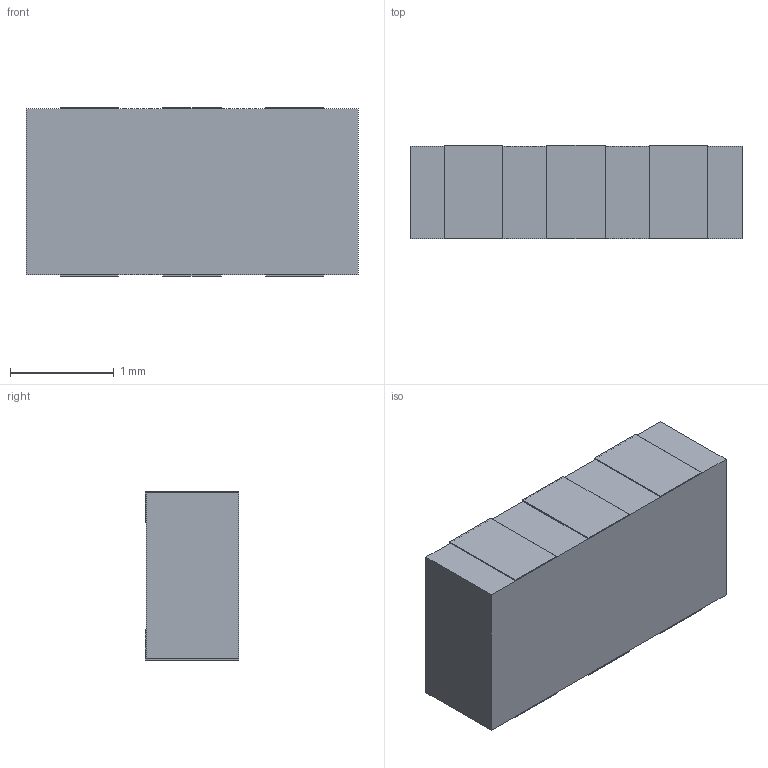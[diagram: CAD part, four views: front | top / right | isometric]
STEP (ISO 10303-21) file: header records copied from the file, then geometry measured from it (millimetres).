
FILE_DESCRIPTION(/* description */ (''),/* implementation_level */ '2;1');
FILE_NAME(/* name */ 'Minicircuits_FV1206-1.step',/* time_stamp */ '2020-11-14T12:58:36+00:00',/* author */ (''),/* organization */ (''),/* preprocessor_version */ 'ST-DEVELOPER v18.1',/* originating_system */ 'Autodesk Translation Framework v9.3.0.1241',/* authorisation */ '');
FILE_SCHEMA (('AUTOMOTIVE_DESIGN { 1 0 10303 214 3 1 1 }'));
Length unit declared in the file: millimetre
Products named in the file (1): Minicircuits_FV1206-1
Bounding box: 3.2 x 0.9 x 1.62 mm (x, y, z)
Volume: 4.6 mm3; surface area: 26.5 mm2
Topology: 7 solids, 7 shells, 65 faces, 132 edges, 82 vertices
Faces by surface type: plane 59, cylinder 6
Entity records: 1703 total; most frequent: CARTESIAN_POINT 280, DIRECTION 276, ORIENTED_EDGE 264, EDGE_CURVE 132, LINE 120, VECTOR 120, VERTEX_POINT 82, AXIS2_PLACEMENT_3D 78
